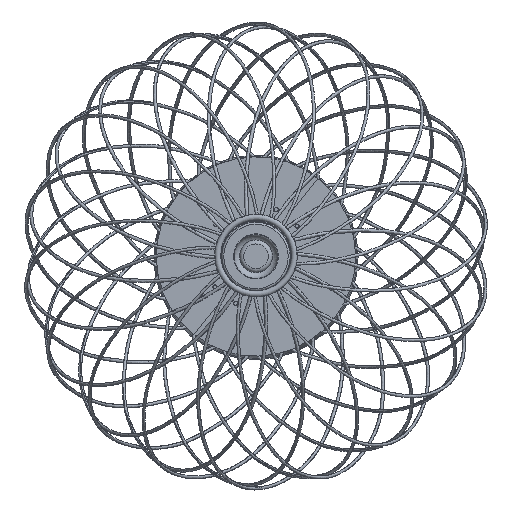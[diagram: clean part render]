
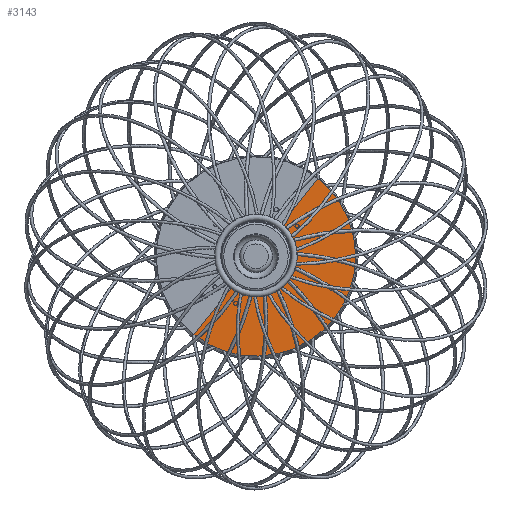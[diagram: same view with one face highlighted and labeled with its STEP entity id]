
A CAD part, top view. The second image highlights one B-rep face of the part: STEP entity #3143.
In plain terms, the highlighted face is planar.
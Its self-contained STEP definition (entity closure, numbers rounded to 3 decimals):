
#624=PLANE('',#3554);
#722=FACE_OUTER_BOUND('',#1079,.T.);
#1079=EDGE_LOOP('',(#2713,#2714,#2715,#2716));
#1209=LINE('',#35699,#1281);
#1215=LINE('',#35711,#1287);
#1281=VECTOR('',#3993,10.);
#1287=VECTOR('',#4001,10.);
#1387=CIRCLE('',#3555,97.5);
#1388=CIRCLE('',#3556,34.5);
#1683=VERTEX_POINT('',#35695);
#1685=VERTEX_POINT('',#35698);
#1688=VERTEX_POINT('',#35705);
#1690=VERTEX_POINT('',#35709);
#2047=EDGE_CURVE('',#1685,#1683,#1209,.T.);
#2053=EDGE_CURVE('',#1688,#1690,#1215,.T.);
#2054=EDGE_CURVE('',#1690,#1685,#1387,.T.);
#2055=EDGE_CURVE('',#1683,#1688,#1388,.T.);
#2713=ORIENTED_EDGE('',*,*,#2053,.T.);
#2714=ORIENTED_EDGE('',*,*,#2054,.T.);
#2715=ORIENTED_EDGE('',*,*,#2047,.T.);
#2716=ORIENTED_EDGE('',*,*,#2055,.T.);
#3143=ADVANCED_FACE('',(#722),#624,.F.);
#3554=AXIS2_PLACEMENT_3D('',#35712,#4002,#4003);
#3555=AXIS2_PLACEMENT_3D('',#35713,#4004,#4005);
#3556=AXIS2_PLACEMENT_3D('',#35714,#4006,#4007);
#3993=DIRECTION('',(0.,-1.,0.));
#4001=DIRECTION('',(0.,-1.,0.));
#4002=DIRECTION('center_axis',(1.,0.,0.));
#4003=DIRECTION('ref_axis',(0.,0.,-1.));
#4004=DIRECTION('center_axis',(-1.,0.,0.));
#4005=DIRECTION('ref_axis',(0.,-1.,0.));
#4006=DIRECTION('center_axis',(1.,0.,0.));
#4007=DIRECTION('ref_axis',(0.,-1.,0.));
#35695=CARTESIAN_POINT('',(0.,34.5,0.));
#35698=CARTESIAN_POINT('',(0.,97.5,0.));
#35699=CARTESIAN_POINT('',(0.,0.,0.));
#35705=CARTESIAN_POINT('',(0.,-34.5,0.));
#35709=CARTESIAN_POINT('',(0.,-97.5,0.));
#35711=CARTESIAN_POINT('',(0.,0.,0.));
#35712=CARTESIAN_POINT('Origin',(0.,0.,0.));
#35713=CARTESIAN_POINT('Origin',(0.,0.,0.));
#35714=CARTESIAN_POINT('Origin',(0.,0.,0.));
